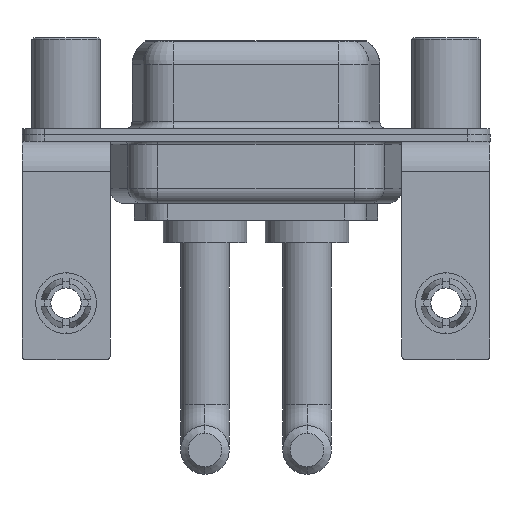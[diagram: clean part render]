
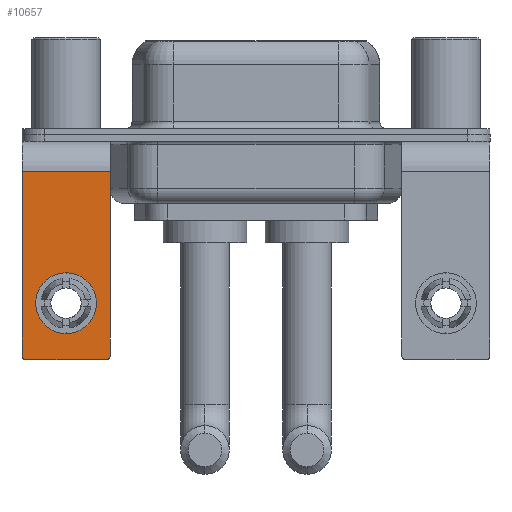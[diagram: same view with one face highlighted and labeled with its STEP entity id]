
A CAD part, front view. The second image highlights one B-rep face of the part: STEP entity #10657.
In plain terms, the highlighted planar face has unit normal (0, -1, 0).
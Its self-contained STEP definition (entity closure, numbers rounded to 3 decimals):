
#176 = VECTOR ( 'NONE', #9180, 1000. ) ;
#334 = VERTEX_POINT ( 'NONE', #13176 ) ;
#371 = AXIS2_PLACEMENT_3D ( 'NONE', #1903, #10736, #3389 ) ;
#1004 = EDGE_LOOP ( 'NONE', ( #4756, #7936, #6411, #7855, #15970, #10664 ) ) ;
#1427 = CIRCLE ( 'NONE', #371, 2. ) ;
#1665 = LINE ( 'NONE', #14206, #3719 ) ;
#1771 = ORIENTED_EDGE ( 'NONE', *, *, #7909, .T. ) ;
#1903 = CARTESIAN_POINT ( 'NONE',  ( 0., -6.25, -11.07 ) ) ;
#2291 = CIRCLE ( 'NONE', #11524, 0.25 ) ;
#2453 = VECTOR ( 'NONE', #12767, 1000. ) ;
#3204 = CARTESIAN_POINT ( 'NONE',  ( 2.9, -6.25, -14.55 ) ) ;
#3389 = DIRECTION ( 'NONE',  ( 0., 0., 1. ) ) ;
#3719 = VECTOR ( 'NONE', #11733, 1000. ) ;
#3720 = CARTESIAN_POINT ( 'NONE',  ( -2.65, -6.25, -14.8 ) ) ;
#3761 = VERTEX_POINT ( 'NONE', #5553 ) ;
#3895 = LINE ( 'NONE', #14041, #176 ) ;
#3975 = DIRECTION ( 'NONE',  ( 0., 1., 0. ) ) ;
#4385 = VERTEX_POINT ( 'NONE', #3204 ) ;
#4756 = ORIENTED_EDGE ( 'NONE', *, *, #13788, .T. ) ;
#5131 = DIRECTION ( 'NONE',  ( 0., -1., 0. ) ) ;
#5394 = CARTESIAN_POINT ( 'NONE',  ( 2.9, -6.25, -2.4 ) ) ;
#5467 = EDGE_CURVE ( 'NONE', #8033, #4385, #6579, .T. ) ;
#5474 = PLANE ( 'NONE',  #14280 ) ;
#5553 = CARTESIAN_POINT ( 'NONE',  ( 2.9, -6.25, -2.4 ) ) ;
#5568 = CARTESIAN_POINT ( 'NONE',  ( 0., -6.25, -11.07 ) ) ;
#5630 = ORIENTED_EDGE ( 'NONE', *, *, #13052, .T. ) ;
#5843 = DIRECTION ( 'NONE',  ( 0., 0., 1. ) ) ;
#6064 = EDGE_LOOP ( 'NONE', ( #5630, #1771 ) ) ;
#6411 = ORIENTED_EDGE ( 'NONE', *, *, #11578, .F. ) ;
#6579 = CIRCLE ( 'NONE', #11831, 0.25 ) ;
#7813 = EDGE_CURVE ( 'NONE', #3761, #8183, #1665, .T. ) ;
#7855 = ORIENTED_EDGE ( 'NONE', *, *, #5467, .T. ) ;
#7909 = EDGE_CURVE ( 'NONE', #14245, #9361, #8472, .T. ) ;
#7936 = ORIENTED_EDGE ( 'NONE', *, *, #16320, .T. ) ;
#7981 = LINE ( 'NONE', #12894, #13036 ) ;
#8033 = VERTEX_POINT ( 'NONE', #12305 ) ;
#8068 = DIRECTION ( 'NONE',  ( 0., 0., -1. ) ) ;
#8183 = VERTEX_POINT ( 'NONE', #11555 ) ;
#8472 = CIRCLE ( 'NONE', #10051, 2. ) ;
#8781 = CARTESIAN_POINT ( 'NONE',  ( 0., -6.25, -9.07 ) ) ;
#8996 = CARTESIAN_POINT ( 'NONE',  ( 2.9, -6.25, -14.8 ) ) ;
#9008 = CARTESIAN_POINT ( 'NONE',  ( -2.65, -6.25, -14.55 ) ) ;
#9180 = DIRECTION ( 'NONE',  ( 0., 0., -1. ) ) ;
#9361 = VERTEX_POINT ( 'NONE', #11976 ) ;
#10051 = AXIS2_PLACEMENT_3D ( 'NONE', #5568, #10586, #15624 ) ;
#10249 = FACE_BOUND ( 'NONE', #6064, .T. ) ;
#10586 = DIRECTION ( 'NONE',  ( 0., 1., 0. ) ) ;
#10657 = ADVANCED_FACE ( 'NONE', ( #10249, #13042 ), #5474, .F. ) ;
#10664 = ORIENTED_EDGE ( 'NONE', *, *, #7813, .T. ) ;
#10736 = DIRECTION ( 'NONE',  ( 0., 1., 0. ) ) ;
#11490 = DIRECTION ( 'NONE',  ( 0., 0., 1. ) ) ;
#11524 = AXIS2_PLACEMENT_3D ( 'NONE', #9008, #5131, #14102 ) ;
#11555 = CARTESIAN_POINT ( 'NONE',  ( -2.9, -6.25, -2.4 ) ) ;
#11578 = EDGE_CURVE ( 'NONE', #8033, #16125, #15341, .T. ) ;
#11733 = DIRECTION ( 'NONE',  ( -1., 0., 0. ) ) ;
#11831 = AXIS2_PLACEMENT_3D ( 'NONE', #14561, #15901, #5843 ) ;
#11976 = CARTESIAN_POINT ( 'NONE',  ( 0., -6.25, -13.07 ) ) ;
#12305 = CARTESIAN_POINT ( 'NONE',  ( 2.65, -6.25, -14.8 ) ) ;
#12767 = DIRECTION ( 'NONE',  ( -1., 0., 0. ) ) ;
#12894 = CARTESIAN_POINT ( 'NONE',  ( -2.9, -6.25, -2.4 ) ) ;
#13036 = VECTOR ( 'NONE', #8068, 1000. ) ;
#13042 = FACE_OUTER_BOUND ( 'NONE', #1004, .T. ) ;
#13052 = EDGE_CURVE ( 'NONE', #9361, #14245, #1427, .T. ) ;
#13176 = CARTESIAN_POINT ( 'NONE',  ( -2.9, -6.25, -14.55 ) ) ;
#13788 = EDGE_CURVE ( 'NONE', #8183, #334, #7981, .T. ) ;
#14041 = CARTESIAN_POINT ( 'NONE',  ( 2.9, -6.25, -2.4 ) ) ;
#14102 = DIRECTION ( 'NONE',  ( 0., 0., 1. ) ) ;
#14206 = CARTESIAN_POINT ( 'NONE',  ( 2.9, -6.25, -2.4 ) ) ;
#14245 = VERTEX_POINT ( 'NONE', #8781 ) ;
#14280 = AXIS2_PLACEMENT_3D ( 'NONE', #5394, #3975, #11490 ) ;
#14561 = CARTESIAN_POINT ( 'NONE',  ( 2.65, -6.25, -14.55 ) ) ;
#15341 = LINE ( 'NONE', #8996, #2453 ) ;
#15624 = DIRECTION ( 'NONE',  ( 0., 0., 1. ) ) ;
#15766 = EDGE_CURVE ( 'NONE', #3761, #4385, #3895, .T. ) ;
#15901 = DIRECTION ( 'NONE',  ( 0., -1., 0. ) ) ;
#15970 = ORIENTED_EDGE ( 'NONE', *, *, #15766, .F. ) ;
#16125 = VERTEX_POINT ( 'NONE', #3720 ) ;
#16320 = EDGE_CURVE ( 'NONE', #334, #16125, #2291, .T. ) ;
